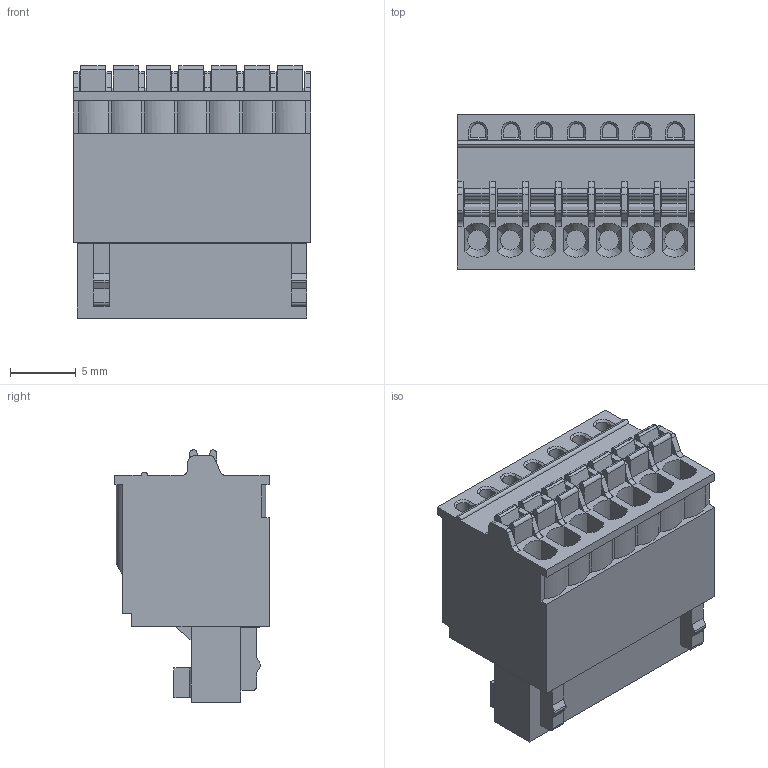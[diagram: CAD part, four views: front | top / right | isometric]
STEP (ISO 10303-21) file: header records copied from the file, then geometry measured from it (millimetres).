
FILE_DESCRIPTION(('CATIA V5R24 STEP','CAx-IF Rec.Pracs.--- Model Styling and Organization---1.2---2011-12-15'),'2;1');
FILE_NAME ('D1462121_0_2439700000_2439700000.stp','2016-04-19T12:32:39+00:00',('none'),('Weidmueller'),'CATIA Version 5-6 Release 2014 SP4','CATIA V5 STEP AP214','none');
FILE_SCHEMA(('AUTOMOTIVE_DESIGN { 1 0 10303 214 1 1 1 1 }'));
Length unit declared in the file: millimetre
Products named in the file (1): 2439700000_BLF 2.50/07/180 SN BK BX
Bounding box: 18.1 x 11.75 x 19.2 mm (x, y, z)
Volume: 2567.9 mm3; surface area: 2089.7 mm2
Topology: 1 solids, 1 shells, 490 faces, 1269 edges, 822 vertices
Faces by surface type: plane 276, cylinder 158, cone 42, bspline 14
Entity records: 16433 total; most frequent: CARTESIAN_POINT 4827, ORIENTED_EDGE 2538, DIRECTION 2057, EDGE_CURVE 1269, VECTOR 879, LINE 879, VERTEX_POINT 822, AXIS2_PLACEMENT_3D 703
